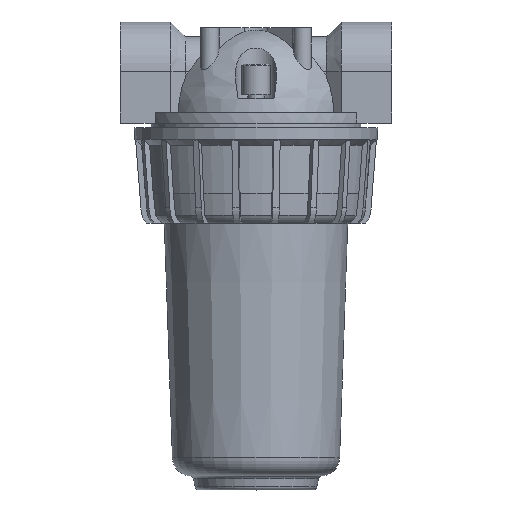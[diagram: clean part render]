
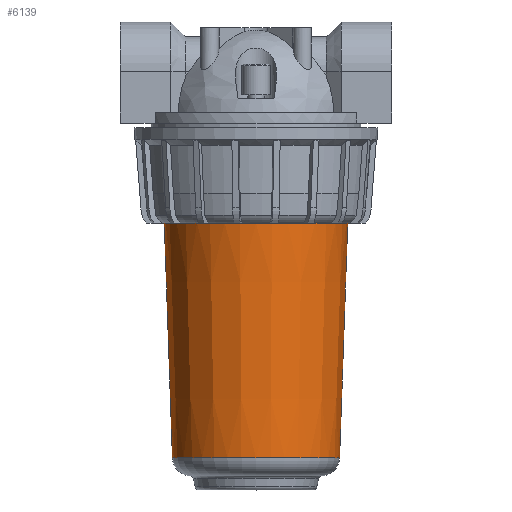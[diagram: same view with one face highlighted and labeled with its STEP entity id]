
A CAD part, top view. The second image highlights one B-rep face of the part: STEP entity #6139.
In plain terms, the highlighted conical face has half-angle 1.981 degrees and reference radius 46.842 mm.
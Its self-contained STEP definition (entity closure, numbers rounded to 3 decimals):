
#78=FACE_BOUND('',#1180,.T.);
#128=CONICAL_SURFACE('',#6773,46.842,0.035);
#766=FACE_OUTER_BOUND('',#1179,.T.);
#1179=EDGE_LOOP('',(#5583));
#1180=EDGE_LOOP('',(#5584));
#2550=CIRCLE('',#6772,44.675);
#2551=CIRCLE('',#6774,49.01);
#3045=VERTEX_POINT('',#10833);
#3046=VERTEX_POINT('',#10836);
#3870=EDGE_CURVE('',#3045,#3045,#2550,.T.);
#3871=EDGE_CURVE('',#3046,#3046,#2551,.T.);
#5583=ORIENTED_EDGE('',*,*,#3871,.F.);
#5584=ORIENTED_EDGE('',*,*,#3870,.T.);
#6139=ADVANCED_FACE('',(#766,#78),#128,.T.);
#6772=AXIS2_PLACEMENT_3D('',#10834,#8569,#8570);
#6773=AXIS2_PLACEMENT_3D('',#10835,#8571,#8572);
#6774=AXIS2_PLACEMENT_3D('',#10837,#8573,#8574);
#8569=DIRECTION('center_axis',(0.,1.,0.));
#8570=DIRECTION('ref_axis',(-1.,0.,0.));
#8571=DIRECTION('center_axis',(0.,1.,0.));
#8572=DIRECTION('ref_axis',(-1.,0.,0.));
#8573=DIRECTION('center_axis',(0.,1.,0.));
#8574=DIRECTION('ref_axis',(-1.,0.,0.));
#10833=CARTESIAN_POINT('',(-44.675,17.133,0.));
#10834=CARTESIAN_POINT('Origin',(0.,17.133,
0.));
#10835=CARTESIAN_POINT('Origin',(0.,79.81,
0.));
#10836=CARTESIAN_POINT('',(-49.01,142.487,0.));
#10837=CARTESIAN_POINT('Origin',(0.,142.487,
0.));
